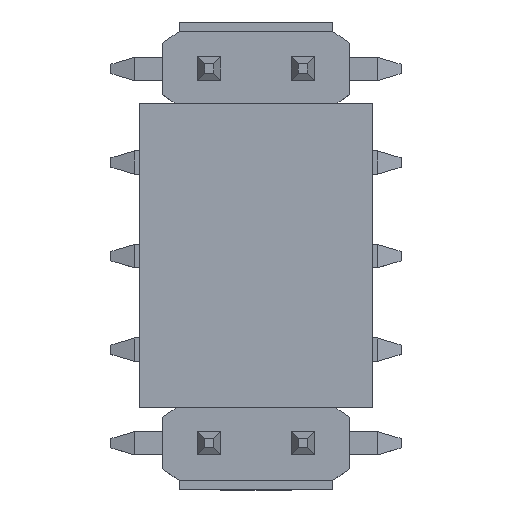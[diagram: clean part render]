
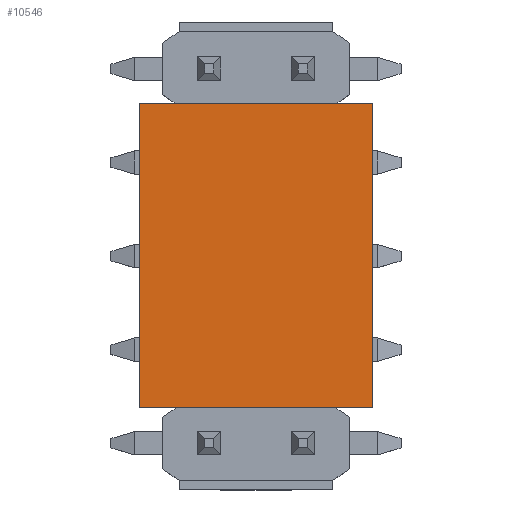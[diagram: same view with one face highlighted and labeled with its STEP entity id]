
A CAD part, top view. The second image highlights one B-rep face of the part: STEP entity #10546.
In plain terms, the highlighted planar face has unit normal (0, 0, 1).
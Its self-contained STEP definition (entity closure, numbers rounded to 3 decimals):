
#1977=ORIENTED_EDGE('',*,*,#3239,.T.);
#1978=ORIENTED_EDGE('',*,*,#3240,.F.);
#1979=ORIENTED_EDGE('',*,*,#3241,.F.);
#1980=ORIENTED_EDGE('',*,*,#3242,.T.);
#3239=EDGE_CURVE('',#3941,#3942,#4917,.T.);
#3240=EDGE_CURVE('',#3943,#3942,#4918,.T.);
#3241=EDGE_CURVE('',#3944,#3943,#4919,.T.);
#3242=EDGE_CURVE('',#3944,#3941,#4920,.T.);
#3941=VERTEX_POINT('',#15015);
#3942=VERTEX_POINT('',#15016);
#3943=VERTEX_POINT('',#15018);
#3944=VERTEX_POINT('',#15020);
#4917=LINE('',#15014,#5943);
#4918=LINE('',#15017,#5944);
#4919=LINE('',#15019,#5945);
#4920=LINE('',#15021,#5946);
#5943=VECTOR('',#12841,1000.);
#5944=VECTOR('',#12842,1000.);
#5945=VECTOR('',#12843,1000.);
#5946=VECTOR('',#12844,1000.);
#6400=EDGE_LOOP('',(#1977,#1978,#1979,#1980));
#6840=FACE_BOUND('',#6400,.T.);
#7231=PLANE('',#11013);
#10546=ADVANCED_FACE('',(#6840),#7231,.F.);
#11013=AXIS2_PLACEMENT_3D('',#15013,#12839,#12840);
#12839=DIRECTION('',(0.,0.,-1.));
#12840=DIRECTION('',(0.,-1.,0.));
#12841=DIRECTION('',(0.,-1.,0.));
#12842=DIRECTION('',(-1.,0.,0.));
#12843=DIRECTION('',(0.,-1.,0.));
#12844=DIRECTION('',(-1.,0.,0.));
#15013=CARTESIAN_POINT('',(3.25,2.5,6.));
#15014=CARTESIAN_POINT('',(-3.25,2.5,6.));
#15015=CARTESIAN_POINT('',(-3.25,2.5,6.));
#15016=CARTESIAN_POINT('',(-3.25,-2.5,6.));
#15017=CARTESIAN_POINT('',(3.25,-2.5,6.));
#15018=CARTESIAN_POINT('',(3.25,-2.5,6.));
#15019=CARTESIAN_POINT('',(3.25,2.5,6.));
#15020=CARTESIAN_POINT('',(3.25,2.5,6.));
#15021=CARTESIAN_POINT('',(3.25,2.5,6.));
